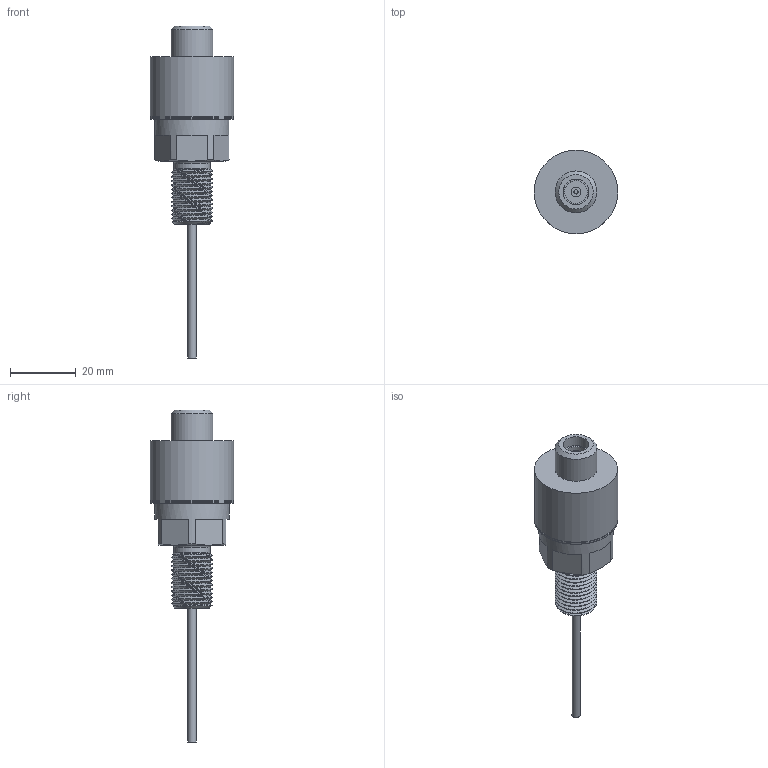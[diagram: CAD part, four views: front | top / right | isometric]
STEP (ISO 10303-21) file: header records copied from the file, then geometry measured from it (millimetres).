
FILE_DESCRIPTION(/* description */ (''),/* implementation_level */ '2;1');
FILE_NAME(/* name */ 'HF75CXBHM.stp',/* time_stamp */ '2017-02-10T13:30:50+01:00',/* author */ ('sh'),/* organization */ (''),/* preprocessor_version */ 'ST-DEVELOPER v15.2',/* originating_system */ 'Autodesk Inventor 2014',/* authorisation */ '');
FILE_SCHEMA (('AUTOMOTIVE_DESIGN { 1 0 10303 214 3 1 1 }'));
Length unit declared in the file: inch
Products named in the file (1): HF75CXBHM
Bounding box: 25.35 x 25.35 x 100.71 mm (x, y, z)
Volume: 13590.4 mm3; surface area: 9491.2 mm2
Topology: 6 solids, 6 shells, 88 faces, 224 edges, 162 vertices
Faces by surface type: plane 38, cylinder 27, torus 13, cone 8, bspline 2
Full cylindrical faces by diameter (mm): 0.381 x2, 1.27 x1, 2.54 x1, 2.845 x1, 2.921 x1, 3.759 x1, 6.909 x2, 6.96 x1, 7.62 x1, 7.772 x2, 8.484 x1, 10.922 x1, 12.7 x1, 14.351 x1, 15.875 x1, 17.462 x2, 18.872 x1, 19.05 x1, 22.555 x1, 25.349 x2
Entity records: 4119 total; most frequent: CARTESIAN_POINT 2251, DIRECTION 358, ORIENTED_EDGE 332, AXIS2_PLACEMENT_3D 170, EDGE_CURVE 166, EDGE_LOOP 154, VERTEX_POINT 150, ADVANCED_FACE 87
